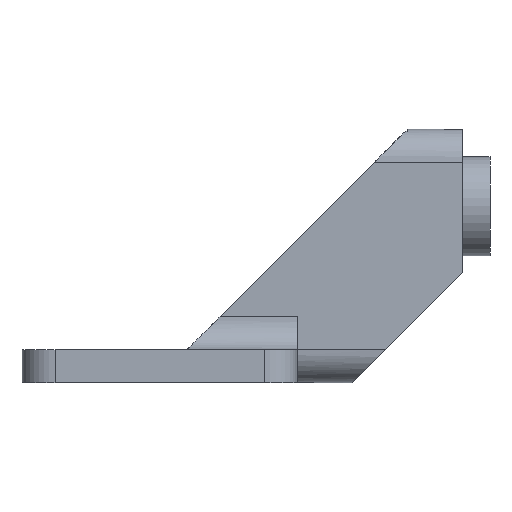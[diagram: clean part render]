
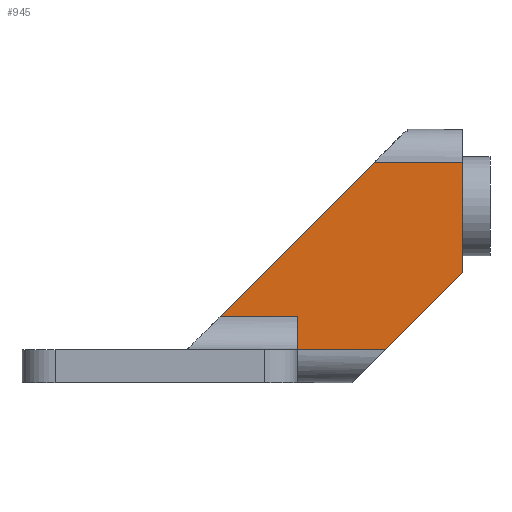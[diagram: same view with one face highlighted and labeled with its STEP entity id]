
A CAD part, left-side view. The second image highlights one B-rep face of the part: STEP entity #945.
In plain terms, the highlighted planar face has unit normal (-1, 0, 0).
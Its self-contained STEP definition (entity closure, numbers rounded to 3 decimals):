
#17 = ORIENTED_EDGE ( 'NONE', *, *, #1080, .T. ) ;
#28 = DIRECTION ( 'NONE',  ( 0., -0.707, 0.707 ) ) ;
#66 = VECTOR ( 'NONE', #426, 1000. ) ;
#82 = CARTESIAN_POINT ( 'NONE',  ( -7.5, 0., 20. ) ) ;
#97 = LINE ( 'NONE', #802, #894 ) ;
#103 = VERTEX_POINT ( 'NONE', #1138 ) ;
#115 = DIRECTION ( 'NONE',  ( 1., 0., 0. ) ) ;
#117 = EDGE_CURVE ( 'NONE', #1095, #962, #97, .T. ) ;
#135 = CARTESIAN_POINT ( 'NONE',  ( -7.5, -19., 23. ) ) ;
#195 = VERTEX_POINT ( 'NONE', #319 ) ;
#239 = ORIENTED_EDGE ( 'NONE', *, *, #684, .T. ) ;
#265 = DIRECTION ( 'NONE',  ( 0., -1., 0. ) ) ;
#319 = CARTESIAN_POINT ( 'NONE',  ( -7.5, -24., 20. ) ) ;
#382 = CARTESIAN_POINT ( 'NONE',  ( -7.5, -24., 10. ) ) ;
#426 = DIRECTION ( 'NONE',  ( 0., 1., 0. ) ) ;
#427 = VERTEX_POINT ( 'NONE', #648 ) ;
#445 = LINE ( 'NONE', #82, #66 ) ;
#456 = VERTEX_POINT ( 'NONE', #893 ) ;
#522 = DIRECTION ( 'NONE',  ( 0., 0.707, -0.707 ) ) ;
#573 = CARTESIAN_POINT ( 'NONE',  ( -7.5, 0., 0. ) ) ;
#599 = EDGE_CURVE ( 'NONE', #1505, #195, #1453, .T. ) ;
#636 = AXIS2_PLACEMENT_3D ( 'NONE', #573, #115, #940 ) ;
#643 = LINE ( 'NONE', #747, #1433 ) ;
#648 = CARTESIAN_POINT ( 'NONE',  ( -7.5, -17., 3. ) ) ;
#684 = EDGE_CURVE ( 'NONE', #427, #1505, #643, .T. ) ;
#705 = VECTOR ( 'NONE', #932, 1000. ) ;
#713 = CARTESIAN_POINT ( 'NONE',  ( -7.5, -9., 3. ) ) ;
#745 = CARTESIAN_POINT ( 'NONE',  ( -7.5, -9., 6. ) ) ;
#747 = CARTESIAN_POINT ( 'NONE',  ( -7.5, -24., 10. ) ) ;
#759 = LINE ( 'NONE', #1107, #705 ) ;
#788 = ORIENTED_EDGE ( 'NONE', *, *, #1030, .T. ) ;
#802 = CARTESIAN_POINT ( 'NONE',  ( -7.5, -9., 0. ) ) ;
#867 = LINE ( 'NONE', #135, #1216 ) ;
#893 = CARTESIAN_POINT ( 'NONE',  ( -7.5, -16., 20. ) ) ;
#894 = VECTOR ( 'NONE', #1348, 1000. ) ;
#932 = DIRECTION ( 'NONE',  ( 0., -1., 0. ) ) ;
#940 = DIRECTION ( 'NONE',  ( 0., 0., -1. ) ) ;
#945 = ADVANCED_FACE ( 'NONE', ( #1516 ), #1043, .F. ) ;
#947 = ORIENTED_EDGE ( 'NONE', *, *, #1191, .T. ) ;
#962 = VERTEX_POINT ( 'NONE', #713 ) ;
#1030 = EDGE_CURVE ( 'NONE', #456, #103, #867, .T. ) ;
#1043 = PLANE ( 'NONE',  #636 ) ;
#1080 = EDGE_CURVE ( 'NONE', #103, #1095, #1300, .T. ) ;
#1087 = CARTESIAN_POINT ( 'NONE',  ( -7.5, -24., 3. ) ) ;
#1095 = VERTEX_POINT ( 'NONE', #1207 ) ;
#1107 = CARTESIAN_POINT ( 'NONE',  ( -7.5, -14., 3. ) ) ;
#1115 = VECTOR ( 'NONE', #1335, 1000. ) ;
#1138 = CARTESIAN_POINT ( 'NONE',  ( -7.5, -2., 6. ) ) ;
#1155 = ORIENTED_EDGE ( 'NONE', *, *, #1274, .T. ) ;
#1191 = EDGE_CURVE ( 'NONE', #195, #456, #445, .T. ) ;
#1207 = CARTESIAN_POINT ( 'NONE',  ( -7.5, -9., 6. ) ) ;
#1216 = VECTOR ( 'NONE', #522, 1000. ) ;
#1274 = EDGE_CURVE ( 'NONE', #962, #427, #759, .T. ) ;
#1300 = LINE ( 'NONE', #745, #1387 ) ;
#1319 = ORIENTED_EDGE ( 'NONE', *, *, #117, .T. ) ;
#1335 = DIRECTION ( 'NONE',  ( 0., 0., 1. ) ) ;
#1348 = DIRECTION ( 'NONE',  ( 0., 0., -1. ) ) ;
#1365 = EDGE_LOOP ( 'NONE', ( #1470, #947, #788, #17, #1319, #1155, #239 ) ) ;
#1387 = VECTOR ( 'NONE', #265, 1000. ) ;
#1433 = VECTOR ( 'NONE', #28, 1000. ) ;
#1453 = LINE ( 'NONE', #1087, #1115 ) ;
#1470 = ORIENTED_EDGE ( 'NONE', *, *, #599, .T. ) ;
#1505 = VERTEX_POINT ( 'NONE', #382 ) ;
#1516 = FACE_OUTER_BOUND ( 'NONE', #1365, .T. ) ;
